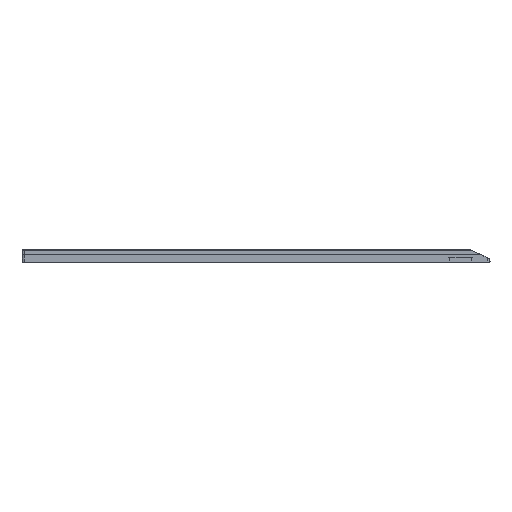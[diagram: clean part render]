
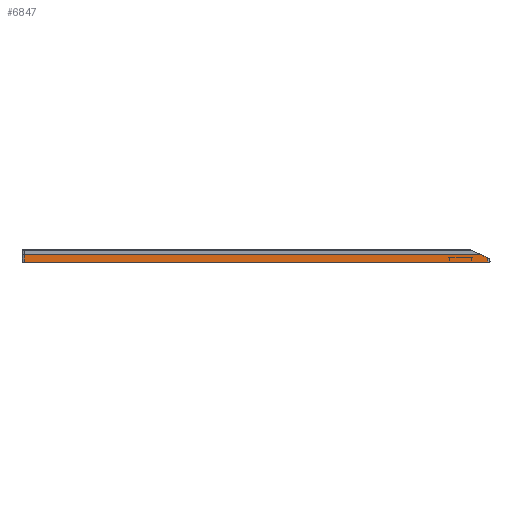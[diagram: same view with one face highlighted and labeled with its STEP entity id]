
A CAD part, left-side view. The second image highlights one B-rep face of the part: STEP entity #6847.
In plain terms, the highlighted planar face has unit normal (-1, 0, 0).
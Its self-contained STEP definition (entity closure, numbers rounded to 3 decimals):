
#307=PLANE('',#7409);
#543=FACE_OUTER_BOUND('',#915,.T.);
#915=EDGE_LOOP('',(#5290,#5291,#5292,#5293,#5294,#5295));
#1410=LINE('',#10510,#1993);
#1432=LINE('',#10668,#2015);
#1433=LINE('',#10683,#2016);
#1584=LINE('',#11151,#2167);
#1585=LINE('',#11152,#2168);
#1993=VECTOR('',#8280,10.);
#2015=VECTOR('',#8378,10.);
#2016=VECTOR('',#8381,10.);
#2167=VECTOR('',#8844,10.);
#2168=VECTOR('',#8845,202.68);
#2618=CIRCLE('',#7408,2.);
#2965=VERTEX_POINT('',#10302);
#3039=VERTEX_POINT('',#10506);
#3073=VERTEX_POINT('',#10666);
#3074=VERTEX_POINT('',#10670);
#3076=VERTEX_POINT('',#10682);
#3198=VERTEX_POINT('',#11147);
#3739=EDGE_CURVE('',#3039,#2965,#1410,.T.);
#3787=EDGE_CURVE('',#3073,#2965,#1432,.T.);
#3789=EDGE_CURVE('',#3074,#3076,#1433,.T.);
#4002=EDGE_CURVE('',#3198,#3074,#2618,.T.);
#4003=EDGE_CURVE('',#3198,#3039,#1584,.T.);
#4004=EDGE_CURVE('',#3073,#3076,#1585,.T.);
#5290=ORIENTED_EDGE('',*,*,#3789,.F.);
#5291=ORIENTED_EDGE('',*,*,#4002,.F.);
#5292=ORIENTED_EDGE('',*,*,#4003,.T.);
#5293=ORIENTED_EDGE('',*,*,#3739,.T.);
#5294=ORIENTED_EDGE('',*,*,#3787,.F.);
#5295=ORIENTED_EDGE('',*,*,#4004,.T.);
#6847=ADVANCED_FACE('',(#543),#307,.F.);
#7408=AXIS2_PLACEMENT_3D('',#11149,#8840,#8841);
#7409=AXIS2_PLACEMENT_3D('',#11150,#8842,#8843);
#8280=DIRECTION('',(0.,1.,0.));
#8378=DIRECTION('',(0.,0.,1.));
#8381=DIRECTION('',(0.,0.,-1.));
#8840=DIRECTION('center_axis',(1.,0.,0.));
#8841=DIRECTION('ref_axis',(0.,-0.84,0.542));
#8842=DIRECTION('center_axis',(1.,0.,0.));
#8843=DIRECTION('ref_axis',(0.,0.,-1.));
#8844=DIRECTION('',(0.,0.911,0.412));
#8845=DIRECTION('',(0.,-1.,0.));
#10302=CARTESIAN_POINT('',(-145.,110.68,10.1));
#10506=CARTESIAN_POINT('',(-145.,-89.887,10.1));
#10510=CARTESIAN_POINT('',(-145.,47.,10.1));
#10666=CARTESIAN_POINT('',(-145.,110.68,7.));
#10668=CARTESIAN_POINT('',(-145.,110.68,9.));
#10670=CARTESIAN_POINT('',(-145.,-92.6,8.864));
#10682=CARTESIAN_POINT('',(-145.,-92.6,7.));
#10683=CARTESIAN_POINT('',(-145.,-92.6,7.));
#11147=CARTESIAN_POINT('',(-145.,-92.423,8.954));
#11149=CARTESIAN_POINT('Origin',(-145.,-91.6,7.132));
#11150=CARTESIAN_POINT('Origin',(-145.,94.,9.));
#11151=CARTESIAN_POINT('',(-145.,-15.589,43.663));
#11152=CARTESIAN_POINT('',(-145.,109.68,7.));
